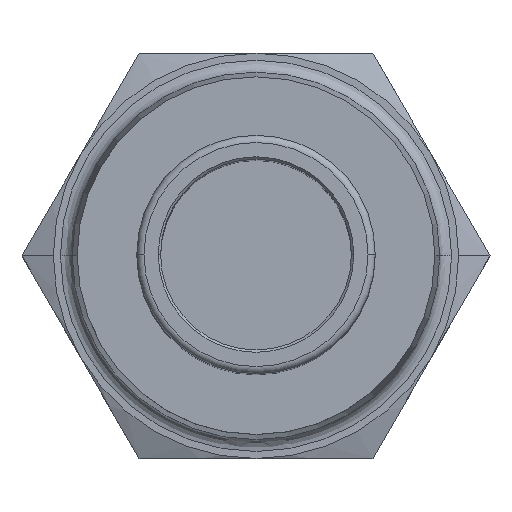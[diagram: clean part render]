
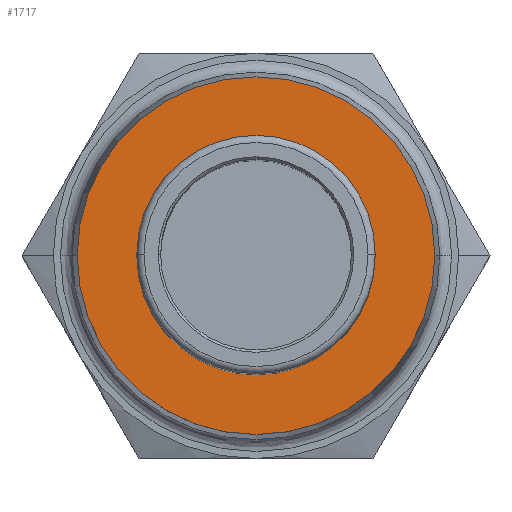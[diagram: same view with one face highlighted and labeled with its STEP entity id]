
A CAD part, top view. The second image highlights one B-rep face of the part: STEP entity #1717.
In plain terms, the highlighted planar face has unit normal (0, 0, 1).
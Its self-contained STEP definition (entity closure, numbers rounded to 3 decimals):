
#143=CARTESIAN_POINT('',(-7.5,0.0,-9.3));
#144=VERTEX_POINT('',#143);
#160=CARTESIAN_POINT('',(7.5,0.,-9.3));
#161=VERTEX_POINT('',#160);
#168=CARTESIAN_POINT('',(0.,0.0,-9.3));
#169=DIRECTION('',(0.0,0.0,1.0));
#170=DIRECTION('',(-1.0,0.0,0.0));
#171=AXIS2_PLACEMENT_3D('',#168,#169,#170);
#172=CIRCLE('',#171,7.5);
#173=EDGE_CURVE('',#144,#161,#172,.T.);
#263=CARTESIAN_POINT('',(-5.0,0.0,-9.3));
#264=VERTEX_POINT('',#263);
#273=CARTESIAN_POINT('',(5.,0.,-9.3));
#274=VERTEX_POINT('',#273);
#275=CARTESIAN_POINT('',(0.,0.0,-9.3));
#276=DIRECTION('',(0.0,0.0,1.0));
#277=DIRECTION('',(-1.0,0.0,0.0));
#278=AXIS2_PLACEMENT_3D('',#275,#276,#277);
#279=CIRCLE('',#278,5.);
#280=EDGE_CURVE('',#264,#274,#279,.T.);
#1652=CARTESIAN_POINT('',(0.,0.0,-9.3));
#1653=DIRECTION('',(0.0,0.0,1.0));
#1654=DIRECTION('',(-1.0,0.0,0.0));
#1655=AXIS2_PLACEMENT_3D('',#1652,#1653,#1654);
#1656=CIRCLE('',#1655,5.);
#1657=EDGE_CURVE('',#274,#264,#1656,.T.);
#1692=CARTESIAN_POINT('',(0.,0.0,-9.3));
#1693=DIRECTION('',(0.0,0.0,1.0));
#1694=DIRECTION('',(-1.0,0.0,0.0));
#1695=AXIS2_PLACEMENT_3D('',#1692,#1693,#1694);
#1696=CIRCLE('',#1695,7.5);
#1697=EDGE_CURVE('',#161,#144,#1696,.T.);
#1704=CARTESIAN_POINT('',(-6.25,0.0,-9.3));
#1705=DIRECTION('',(0.0,0.0,1.0));
#1706=DIRECTION('',(1.0,0.0,0.0));
#1707=AXIS2_PLACEMENT_3D('',#1704,#1705,#1706);
#1708=PLANE('',#1707);
#1709=ORIENTED_EDGE('',*,*,#173,.T.);
#1710=ORIENTED_EDGE('',*,*,#1697,.T.);
#1711=EDGE_LOOP('',(#1709,#1710));
#1712=FACE_OUTER_BOUND('',#1711,.T.);
#1713=ORIENTED_EDGE('',*,*,#280,.F.);
#1714=ORIENTED_EDGE('',*,*,#1657,.F.);
#1715=EDGE_LOOP('',(#1713,#1714));
#1716=FACE_BOUND('',#1715,.T.);
#1717=ADVANCED_FACE('',(#1712,#1716),#1708,.T.);
